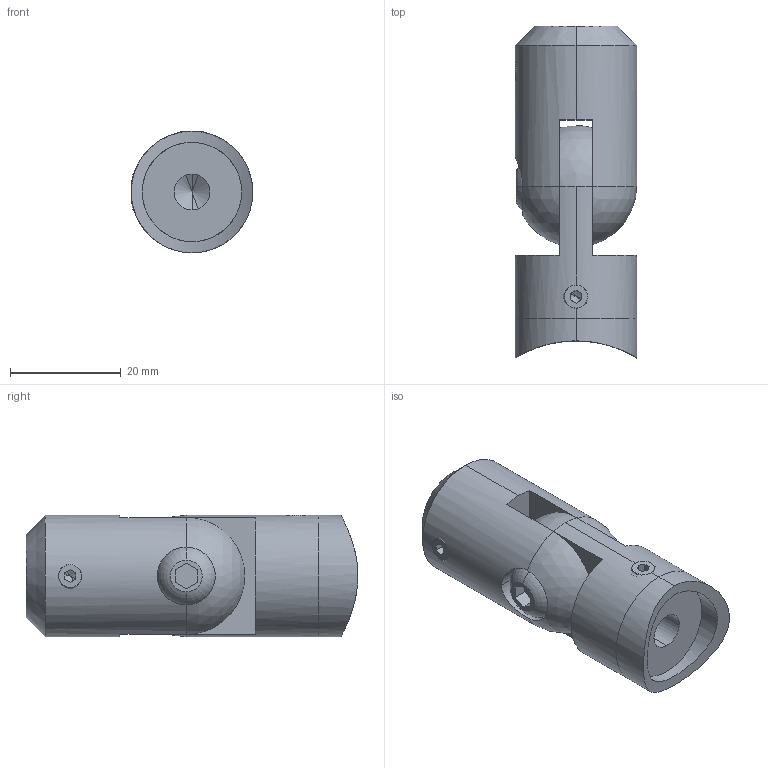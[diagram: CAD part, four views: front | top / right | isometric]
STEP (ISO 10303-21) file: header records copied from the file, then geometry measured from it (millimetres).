
FILE_DESCRIPTION (( 'STEP AP203' ), '1' );
FILE_NAME ('A_0856-042.STEP', '2020-06-04T11:46:11', ( '' ), ( '' ), 'SwSTEP 2.0', 'SolidWorks 2019', '' );
FILE_SCHEMA (( 'CONFIG_CONTROL_DESIGN' ));
Length unit declared in the file: millimetre
Products named in the file (6): A_0856-042.P3; A_0855-042.P4; A_0856-042; A_0856-042.P2; A_0855-042.P5; A_0856-042.P1
Assembly tree (6 placements, depth 2):
  A_0856-042
    A_0856-042.P2
    A_0856-042.P1
    A_0855-042.P4  x2
    A_0856-042.P3
    A_0855-042.P5
Bounding box: 22 x 60.08 x 22 mm (x, y, z)
Volume: 15622.4 mm3; surface area: 9987.7 mm2
Topology: 6 solids, 6 shells, 116 faces, 274 edges, 168 vertices
Faces by surface type: plane 40, cylinder 39, cone 30, torus 4, sphere 3
Entity records: 3960 total; most frequent: CARTESIAN_POINT 977, DIRECTION 524, ORIENTED_EDGE 458, EDGE_CURVE 229, AXIS2_PLACEMENT_3D 210, VERTEX_POINT 145, EDGE_LOOP 116, LINE 104
